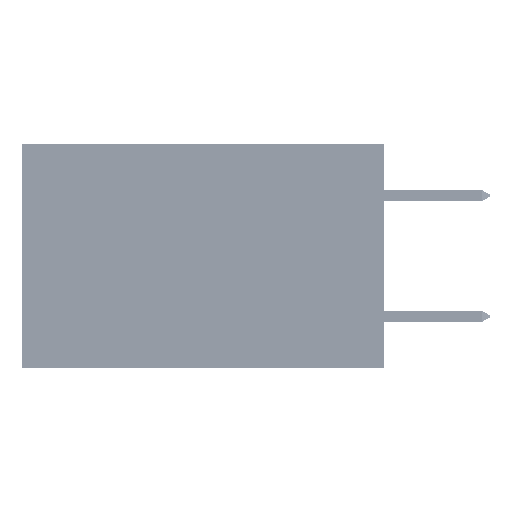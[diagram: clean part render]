
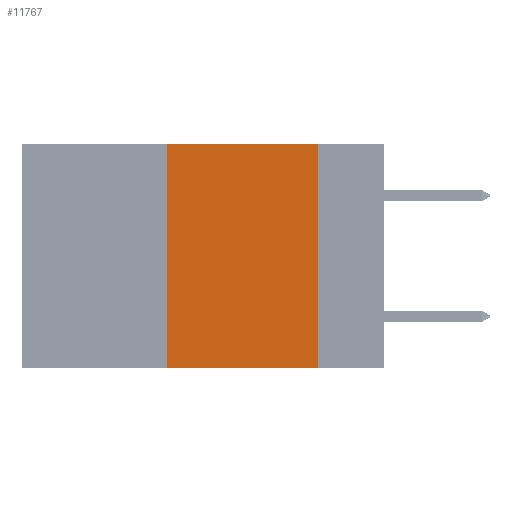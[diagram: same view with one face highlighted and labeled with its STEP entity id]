
A CAD part, left-side view. The second image highlights one B-rep face of the part: STEP entity #11767.
In plain terms, the highlighted planar face has unit normal (-1, 0, 0).
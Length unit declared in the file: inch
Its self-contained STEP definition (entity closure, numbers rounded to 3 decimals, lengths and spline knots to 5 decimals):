
#609 = ORIENTED_EDGE ( 'NONE', *, *, #10166, .F. ) ;
#3214 = EDGE_CURVE ( 'NONE', #20361, #27746, #7545, .T. ) ;
#3656 = EDGE_CURVE ( 'NONE', #42975, #20361, #25870, .T. ) ;
#5172 = VECTOR ( 'NONE', #28559, 39.37008 ) ;
#5522 = VECTOR ( 'NONE', #38795, 39.37008 ) ;
#5814 = CARTESIAN_POINT ( 'NONE',  ( 0., 0.11, 0. ) ) ;
#6254 = CARTESIAN_POINT ( 'NONE',  ( 0., 0.6, -0.37 ) ) ;
#7545 = LINE ( 'NONE', #33427, #34488 ) ;
#10166 = EDGE_CURVE ( 'NONE', #27746, #24818, #15259, .T. ) ;
#11767 = ADVANCED_FACE ( 'NONE', ( #13374 ), #14364, .F. ) ;
#12013 = EDGE_LOOP ( 'NONE', ( #609, #24900, #13143, #15806 ) ) ;
#13143 = ORIENTED_EDGE ( 'NONE', *, *, #3656, .F. ) ;
#13374 = FACE_OUTER_BOUND ( 'NONE', #12013, .T. ) ;
#14105 = LINE ( 'NONE', #6254, #30166 ) ;
#14364 = PLANE ( 'NONE',  #32203 ) ;
#15259 = LINE ( 'NONE', #5814, #5522 ) ;
#15806 = ORIENTED_EDGE ( 'NONE', *, *, #42297, .T. ) ;
#18070 = DIRECTION ( 'NONE',  ( 1., 0., 0. ) ) ;
#20361 = VERTEX_POINT ( 'NONE', #37692 ) ;
#24818 = VERTEX_POINT ( 'NONE', #40057 ) ;
#24900 = ORIENTED_EDGE ( 'NONE', *, *, #3214, .F. ) ;
#25870 = LINE ( 'NONE', #43072, #5172 ) ;
#27746 = VERTEX_POINT ( 'NONE', #44464 ) ;
#28559 = DIRECTION ( 'NONE',  ( 0., 0., 1. ) ) ;
#30166 = VECTOR ( 'NONE', #39232, 39.37008 ) ;
#32203 = AXIS2_PLACEMENT_3D ( 'NONE', #39993, #18070, #43645 ) ;
#33427 = CARTESIAN_POINT ( 'NONE',  ( 0., 0.6, 0. ) ) ;
#34488 = VECTOR ( 'NONE', #40569, 39.37008 ) ;
#37692 = CARTESIAN_POINT ( 'NONE',  ( 0., 0.36, 0. ) ) ;
#38795 = DIRECTION ( 'NONE',  ( 0., 0., -1. ) ) ;
#39232 = DIRECTION ( 'NONE',  ( 0., -1., 0. ) ) ;
#39993 = CARTESIAN_POINT ( 'NONE',  ( 0., 0.6, 0. ) ) ;
#40057 = CARTESIAN_POINT ( 'NONE',  ( 0., 0.11, -0.37 ) ) ;
#40569 = DIRECTION ( 'NONE',  ( 0., -1., 0. ) ) ;
#41413 = CARTESIAN_POINT ( 'NONE',  ( 0., 0.36, -0.37 ) ) ;
#42297 = EDGE_CURVE ( 'NONE', #42975, #24818, #14105, .T. ) ;
#42975 = VERTEX_POINT ( 'NONE', #41413 ) ;
#43072 = CARTESIAN_POINT ( 'NONE',  ( 0., 0.36, 0. ) ) ;
#43645 = DIRECTION ( 'NONE',  ( 0., 0., -1. ) ) ;
#44464 = CARTESIAN_POINT ( 'NONE',  ( 0., 0.11, 0. ) ) ;
